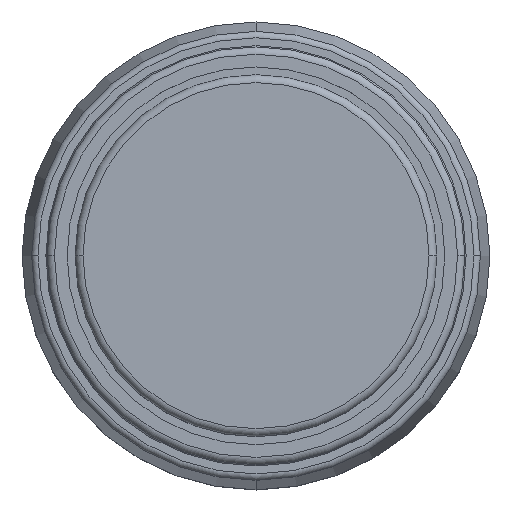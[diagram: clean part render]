
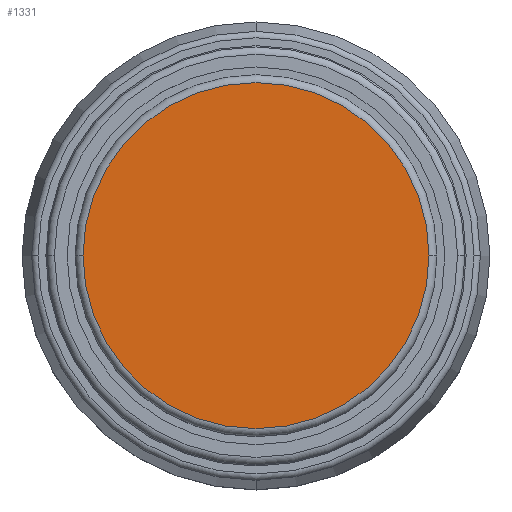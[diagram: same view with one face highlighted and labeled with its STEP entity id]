
A CAD part, top view. The second image highlights one B-rep face of the part: STEP entity #1331.
In plain terms, the highlighted planar face has unit normal (0, 0, 1).
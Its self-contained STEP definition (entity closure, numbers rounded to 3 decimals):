
#1261=CARTESIAN_POINT('',(-10.91,0.0,16.7));
#1262=VERTEX_POINT('',#1261);
#1278=CARTESIAN_POINT('',(10.91,0.,16.7));
#1279=VERTEX_POINT('',#1278);
#1287=CARTESIAN_POINT('',(0.,0.0,16.7));
#1288=DIRECTION('',(0.0,0.0,-1.0));
#1289=DIRECTION('',(-1.0,0.0,0.0));
#1290=AXIS2_PLACEMENT_3D('',#1287,#1288,#1289);
#1291=CIRCLE('',#1290,10.91);
#1292=EDGE_CURVE('',#1279,#1262,#1291,.T.);
#1303=CARTESIAN_POINT('',(0.,0.0,16.7));
#1304=DIRECTION('',(0.0,0.0,-1.0));
#1305=DIRECTION('',(-1.0,0.0,0.0));
#1306=AXIS2_PLACEMENT_3D('',#1303,#1304,#1305);
#1307=CIRCLE('',#1306,10.91);
#1308=EDGE_CURVE('',#1262,#1279,#1307,.T.);
#1322=CARTESIAN_POINT('',(0.,0.0,16.7));
#1323=DIRECTION('',(0.0,0.0,1.0));
#1324=DIRECTION('',(1.0,0.0,0.0));
#1325=AXIS2_PLACEMENT_3D('',#1322,#1323,#1324);
#1326=PLANE('',#1325);
#1327=ORIENTED_EDGE('',*,*,#1292,.F.);
#1328=ORIENTED_EDGE('',*,*,#1308,.F.);
#1329=EDGE_LOOP('',(#1327,#1328));
#1330=FACE_OUTER_BOUND('',#1329,.T.);
#1331=ADVANCED_FACE('',(#1330),#1326,.T.);
